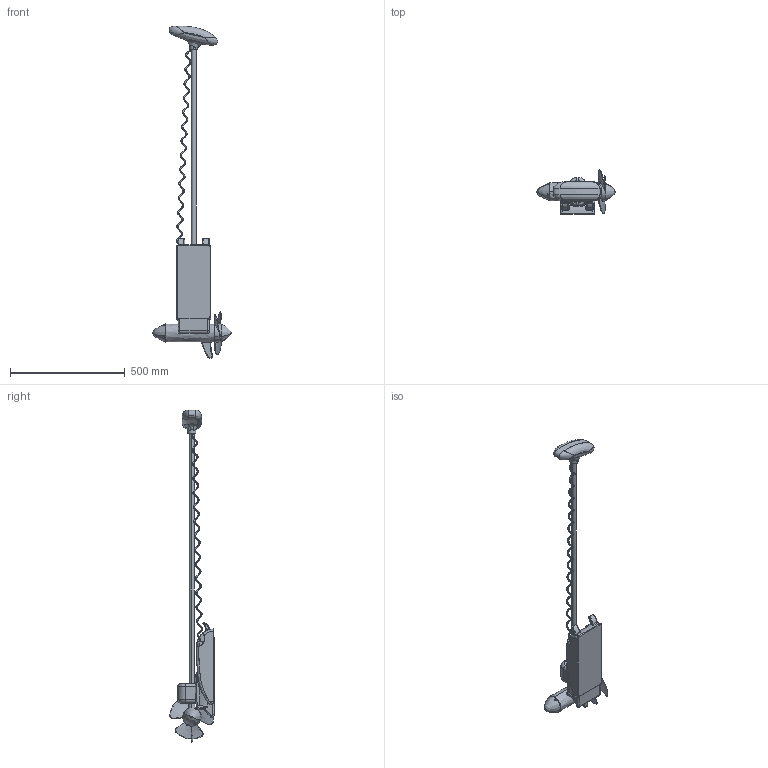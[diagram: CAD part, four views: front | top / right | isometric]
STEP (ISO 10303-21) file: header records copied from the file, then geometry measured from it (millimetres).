
FILE_DESCRIPTION(('FreeCAD Model'),'2;1');
FILE_NAME('Open CASCADE Shape Model','2025-05-03T20:03:45',('FreeCAD'),( 'FreeCAD'),'Open CASCADE STEP processor 7.6','FreeCAD','Unknown');
FILE_SCHEMA(('AUTOMOTIVE_DESIGN { 1 0 10303 214 1 1 1 1 }'));
Products named in the file (1): Open CASCADE STEP translator 7.6 1
Bounding box: 340.65 x 193.77 x 1448.52 mm (x, y, z)
Surface area: 532638.3 mm2 (no closed solid volume)
Topology: 0 solids, 315 shells, 315 faces, 4198 edges, 4172 vertices
Faces by surface type: bspline 315
Entity records: 66079 total; most frequent: CARTESIAN_POINT 48093, ORIENTED_EDGE 4187, EDGE_CURVE 4187, VERTEX_POINT 4183, B_SPLINE_CURVE_WITH_KNOTS 3720, FACE_BOUND 327, EDGE_LOOP 327, SHELL_BASED_SURFACE_MODEL 315
